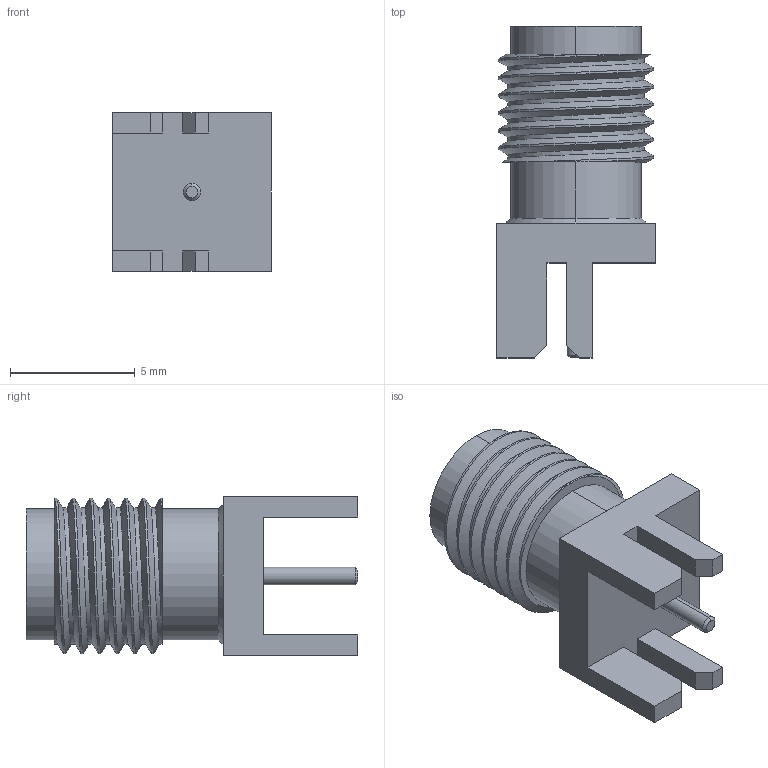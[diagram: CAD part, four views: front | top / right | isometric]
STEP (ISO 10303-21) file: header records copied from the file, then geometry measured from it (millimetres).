
FILE_DESCRIPTION (( 'STEP AP203' ), '1' );
FILE_NAME ('EMPCB.SMAFSTJ.B.HT.STEP', '2019-10-14T07:48:09', ( '' ), ( '' ), 'SwSTEP 2.0', 'SolidWorks 2017', '' );
FILE_SCHEMA (( 'CONFIG_CONTROL_DESIGN' ));
Length unit declared in the file: millimetre
Products named in the file (1): EMPCB.SMAFSTJ.B.HT
Bounding box: 6.35 x 13.3 x 6.35 mm (x, y, z)
Volume: 264.3 mm3; surface area: 417 mm2
Topology: 1 solids, 1 shells, 61 faces, 155 edges, 102 vertices
Faces by surface type: plane 30, cylinder 24, cone 4, bspline 3
Entity records: 2869 total; most frequent: CARTESIAN_POINT 1398, ORIENTED_EDGE 310, DIRECTION 265, EDGE_CURVE 155, VERTEX_POINT 102, LINE 93, VECTOR 93, AXIS2_PLACEMENT_3D 86
